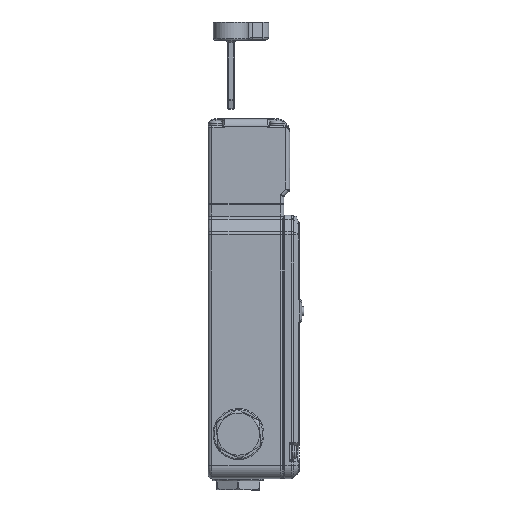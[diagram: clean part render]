
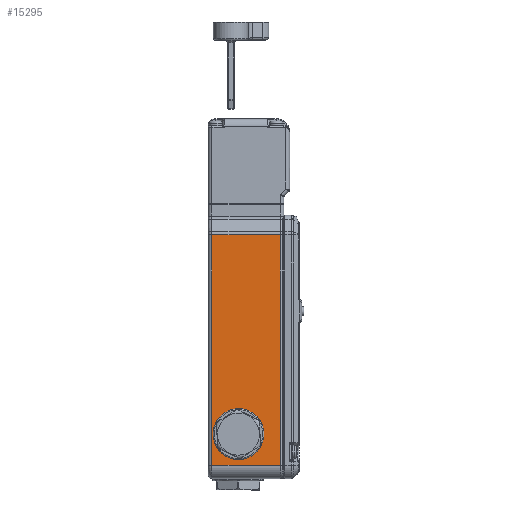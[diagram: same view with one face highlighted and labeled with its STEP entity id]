
A CAD part, left-side view. The second image highlights one B-rep face of the part: STEP entity #15295.
In plain terms, the highlighted planar face has unit normal (-1, 0, 0).
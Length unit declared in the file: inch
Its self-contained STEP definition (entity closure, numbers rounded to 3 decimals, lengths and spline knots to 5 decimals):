
#2464 = VERTEX_POINT ( 'NONE', #18578 ) ;
#3978 = FACE_OUTER_BOUND ( 'NONE', #28435, .T. ) ;
#6941 = EDGE_CURVE ( 'NONE', #102984, #102984, #114814, .T. ) ;
#9289 = ORIENTED_EDGE ( 'NONE', *, *, #19357, .T. ) ;
#10487 = EDGE_LOOP ( 'NONE', ( #12494 ) ) ;
#11168 = LINE ( 'NONE', #84634, #54119 ) ;
#11568 = VECTOR ( 'NONE', #68278, 39.37008 ) ;
#12494 = ORIENTED_EDGE ( 'NONE', *, *, #6941, .F. ) ;
#15295 = ADVANCED_FACE ( 'NONE', ( #3978, #21755 ), #95799, .F. ) ;
#18578 = CARTESIAN_POINT ( 'NONE',  ( -0.90551, -1.49606, -0.4481 ) ) ;
#19357 = EDGE_CURVE ( 'NONE', #20126, #2464, #46492, .T. ) ;
#20126 = VERTEX_POINT ( 'NONE', #81404 ) ;
#21369 = ORIENTED_EDGE ( 'NONE', *, *, #55358, .T. ) ;
#21755 = FACE_BOUND ( 'NONE', #10487, .T. ) ;
#28435 = EDGE_LOOP ( 'NONE', ( #85381, #21369, #45273, #9289 ) ) ;
#31831 = DIRECTION ( 'NONE',  ( 0., 0., 1. ) ) ;
#32392 = DIRECTION ( 'NONE',  ( 1., 0., 0. ) ) ;
#35764 = CARTESIAN_POINT ( 'NONE',  ( -0.90551, -0.07874, -5.23622 ) ) ;
#38033 = LINE ( 'NONE', #74168, #93554 ) ;
#39613 = DIRECTION ( 'NONE',  ( 0., 1., 0. ) ) ;
#42135 = VERTEX_POINT ( 'NONE', #35764 ) ;
#45273 = ORIENTED_EDGE ( 'NONE', *, *, #99297, .F. ) ;
#46492 = LINE ( 'NONE', #73143, #56244 ) ;
#49339 = LINE ( 'NONE', #57021, #11568 ) ;
#52361 = EDGE_CURVE ( 'NONE', #2464, #73003, #49339, .T. ) ;
#53694 = AXIS2_PLACEMENT_3D ( 'NONE', #86902, #32392, #31831 ) ;
#54119 = VECTOR ( 'NONE', #39613, 39.37008 ) ;
#55358 = EDGE_CURVE ( 'NONE', #73003, #42135, #38033, .T. ) ;
#56244 = VECTOR ( 'NONE', #82603, 39.37008 ) ;
#57021 = CARTESIAN_POINT ( 'NONE',  ( -0.90551, -1.5748, -0.4481 ) ) ;
#58036 = DIRECTION ( 'NONE',  ( -1., 0., 0. ) ) ;
#68278 = DIRECTION ( 'NONE',  ( 0., 1., 0. ) ) ;
#73003 = VERTEX_POINT ( 'NONE', #100150 ) ;
#73143 = CARTESIAN_POINT ( 'NONE',  ( -0.90551, -1.49606, -0.4481 ) ) ;
#74168 = CARTESIAN_POINT ( 'NONE',  ( -0.90551, -0.07874, -0.4481 ) ) ;
#81404 = CARTESIAN_POINT ( 'NONE',  ( -0.90551, -1.49606, -5.23622 ) ) ;
#82603 = DIRECTION ( 'NONE',  ( 0., 0., 1. ) ) ;
#83060 = DIRECTION ( 'NONE',  ( 0., 0., -1. ) ) ;
#84634 = CARTESIAN_POINT ( 'NONE',  ( -0.90551, -1.5748, -5.23622 ) ) ;
#85381 = ORIENTED_EDGE ( 'NONE', *, *, #52361, .T. ) ;
#86902 = CARTESIAN_POINT ( 'NONE',  ( -0.90551, -1.5748, -0.4481 ) ) ;
#93554 = VECTOR ( 'NONE', #83060, 39.37008 ) ;
#95799 = PLANE ( 'NONE',  #53694 ) ;
#95823 = CARTESIAN_POINT ( 'NONE',  ( -0.90551, -1.07188, -4.29853 ) ) ;
#99297 = EDGE_CURVE ( 'NONE', #20126, #42135, #11168, .T. ) ;
#100150 = CARTESIAN_POINT ( 'NONE',  ( -0.90551, -0.07874, -0.4481 ) ) ;
#102984 = VERTEX_POINT ( 'NONE', #95823 ) ;
#104866 = DIRECTION ( 'NONE',  ( 0., -0.838, 0.546 ) ) ;
#111018 = AXIS2_PLACEMENT_3D ( 'NONE', #113738, #58036, #104866 ) ;
#113738 = CARTESIAN_POINT ( 'NONE',  ( -0.90551, -0.62992, -4.58662 ) ) ;
#114814 = CIRCLE ( 'NONE', #111018, 0.52756 ) ;
